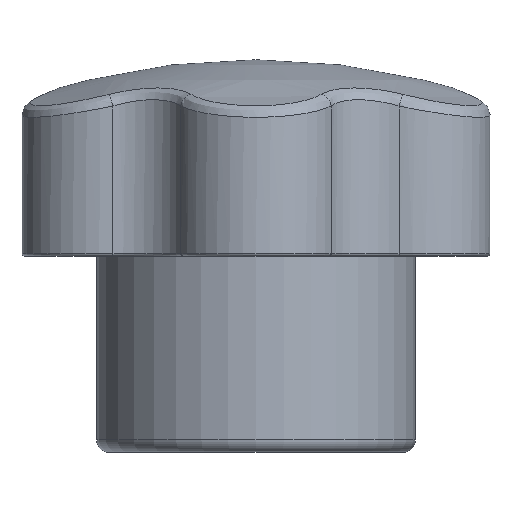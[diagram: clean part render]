
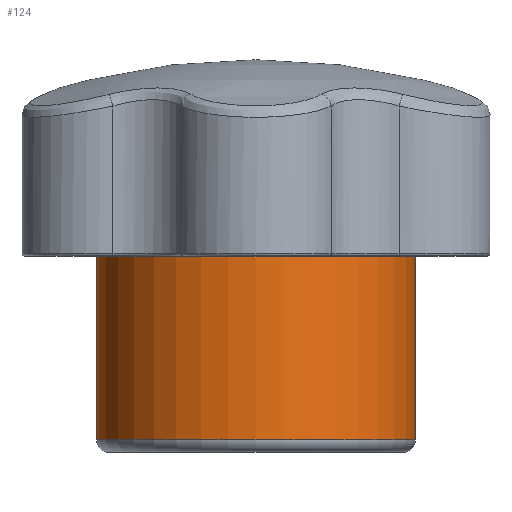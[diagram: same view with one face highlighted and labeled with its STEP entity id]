
A CAD part, left-side view. The second image highlights one B-rep face of the part: STEP entity #124.
In plain terms, the highlighted cylindrical face has radius 6.5 mm (diameter 13 mm), a full revolution.
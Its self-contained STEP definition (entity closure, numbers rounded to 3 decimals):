
#124 = ADVANCED_FACE( '', ( #263, #264 ), #265, .T. );
#263 = FACE_OUTER_BOUND( '', #2065, .T. );
#264 = FACE_OUTER_BOUND( '', #2066, .T. );
#265 = CYLINDRICAL_SURFACE( '', #2067, 6.5 );
#2065 = EDGE_LOOP( '', ( #3142 ) );
#2066 = EDGE_LOOP( '', ( #3143 ) );
#2067 = AXIS2_PLACEMENT_3D( '', #3144, #3145, #3146 );
#3142 = ORIENTED_EDGE( '', *, *, #3323, .T. );
#3143 = ORIENTED_EDGE( '', *, *, #3311, .T. );
#3144 = CARTESIAN_POINT( '', ( 0., 0., 54. ) );
#3145 = DIRECTION( '', ( 0., 0., 1. ) );
#3146 = DIRECTION( '', ( -1., 0., 0. ) );
#3311 = EDGE_CURVE( '', #3482, #3482, #3483, .T. );
#3323 = EDGE_CURVE( '', #3498, #3498, #3499, .T. );
#3482 = VERTEX_POINT( '', #4096 );
#3483 = CIRCLE( '', #4097, 6.5 );
#3498 = VERTEX_POINT( '', #4177 );
#3499 = CIRCLE( '', #4178, 6.5 );
#4096 = CARTESIAN_POINT( '', ( -6.5, 0., 8. ) );
#4097 = AXIS2_PLACEMENT_3D( '', #5051, #5052, #5053 );
#4177 = CARTESIAN_POINT( '', ( 6.5, 0., 0.5 ) );
#4178 = AXIS2_PLACEMENT_3D( '', #5070, #5071, #5072 );
#5051 = CARTESIAN_POINT( '', ( 0., 0., 8. ) );
#5052 = DIRECTION( '', ( 0., 0., -1. ) );
#5053 = DIRECTION( '', ( -1., 0., 0. ) );
#5070 = CARTESIAN_POINT( '', ( 0., 0., 0.5 ) );
#5071 = DIRECTION( '', ( 0., 0., 1. ) );
#5072 = DIRECTION( '', ( 1., 0., 0. ) );
